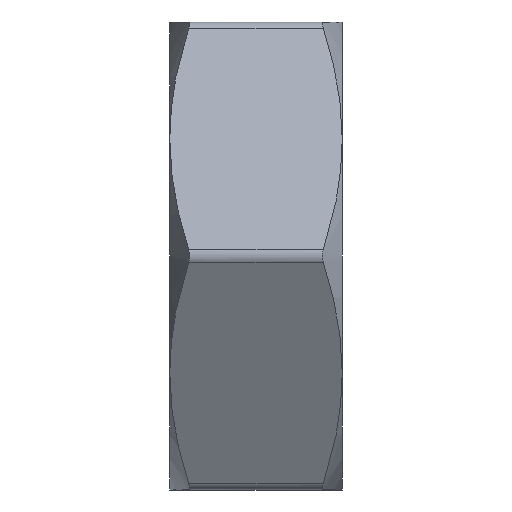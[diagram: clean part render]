
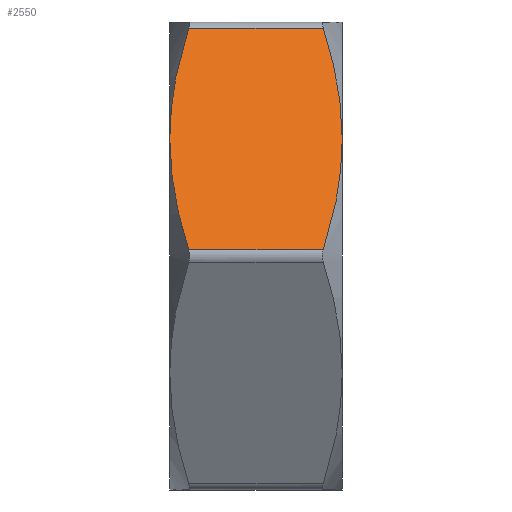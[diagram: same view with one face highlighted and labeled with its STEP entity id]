
A CAD part, left-side view. The second image highlights one B-rep face of the part: STEP entity #2550.
In plain terms, the highlighted planar face has unit normal (-0.866, 0, 0.5).
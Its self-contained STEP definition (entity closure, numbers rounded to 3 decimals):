
#121 = CARTESIAN_POINT ( 'NONE',  ( -6.053, -2.968, 8.515 ) ) ;
#381 = ORIENTED_EDGE ( 'NONE', *, *, #6417, .T. ) ;
#920 = EDGE_CURVE ( 'NONE', #14768, #2733, #13131, .T. ) ;
#1021 = CARTESIAN_POINT ( 'NONE',  ( -8.227, 3.5, 4.75 ) ) ;
#1066 = LINE ( 'NONE', #6107, #10946 ) ;
#1213 = CARTESIAN_POINT ( 'NONE',  ( -8.227, -3.5, 4.75 ) ) ;
#1233 = CARTESIAN_POINT ( 'NONE',  ( -10.825, 2.733, 0.25 ) ) ;
#1422 = CARTESIAN_POINT ( 'NONE',  ( -5.629, 2.733, 9.25 ) ) ;
#1478 = EDGE_CURVE ( 'NONE', #13135, #6395, #8916, .T. ) ;
#1812 = CARTESIAN_POINT ( 'NONE',  ( -9.972, -3.162, 1.728 ) ) ;
#1847 = CARTESIAN_POINT ( 'NONE',  ( -5.629, 2.733, 9.25 ) ) ;
#2550 = ADVANCED_FACE ( 'NONE', ( #8419 ), #16747, .F. ) ;
#2733 = VERTEX_POINT ( 'NONE', #1213 ) ;
#2956 = CARTESIAN_POINT ( 'NONE',  ( -7.348, 3.428, 6.273 ) ) ;
#3088 = CARTESIAN_POINT ( 'NONE',  ( -8.669, -3.5, 3.984 ) ) ;
#3333 = ORIENTED_EDGE ( 'NONE', *, *, #6831, .T. ) ;
#3766 = EDGE_LOOP ( 'NONE', ( #13581, #3333, #4590, #381, #16447, #15528 ) ) ;
#3827 = B_SPLINE_CURVE_WITH_KNOTS ( 'NONE', 3,
 ( #7834, #12950, #11659, #13113, #6541, #15625, #6483, #13055 ),
 .UNSPECIFIED., .F., .F.,
 ( 4, 2, 2, 4 ),
 ( 0.006, 0.007, 0.008, 0.011 ),
 .UNSPECIFIED. ) ;
#4057 = CARTESIAN_POINT ( 'NONE',  ( -5.629, -2.733, 9.25 ) ) ;
#4590 = ORIENTED_EDGE ( 'NONE', *, *, #920, .T. ) ;
#5151 = CARTESIAN_POINT ( 'NONE',  ( -7.348, -3.412, 6.273 ) ) ;
#5256 = CARTESIAN_POINT ( 'NONE',  ( -6.481, -3.161, 7.774 ) ) ;
#6107 = CARTESIAN_POINT ( 'NONE',  ( -10.825, 3.5, 0.25 ) ) ;
#6315 = B_SPLINE_CURVE_WITH_KNOTS ( 'NONE', 3,
 ( #15235, #10209, #11503, #5151, #14156, #5256, #121, #4057 ),
 .UNSPECIFIED., .F., .F.,
 ( 4, 2, 2, 4 ),
 ( 0.006, 0.007, 0.008, 0.011 ),
 .UNSPECIFIED. ) ;
#6395 = VERTEX_POINT ( 'NONE', #1021 ) ;
#6417 = EDGE_CURVE ( 'NONE', #2733, #6608, #6315, .T. ) ;
#6483 = CARTESIAN_POINT ( 'NONE',  ( -10.401, 2.968, 0.985 ) ) ;
#6541 = CARTESIAN_POINT ( 'NONE',  ( -9.324, 3.361, 2.85 ) ) ;
#6608 = VERTEX_POINT ( 'NONE', #16556 ) ;
#6768 = CARTESIAN_POINT ( 'NONE',  ( -5.629, 3.5, 9.25 ) ) ;
#6831 = EDGE_CURVE ( 'NONE', #11165, #14768, #1066, .T. ) ;
#7834 = CARTESIAN_POINT ( 'NONE',  ( -8.227, 3.5, 4.75 ) ) ;
#8026 = EDGE_CURVE ( 'NONE', #6395, #11165, #3827, .T. ) ;
#8102 = CARTESIAN_POINT ( 'NONE',  ( -6.483, 3.162, 7.772 ) ) ;
#8237 = CARTESIAN_POINT ( 'NONE',  ( -10.4, -2.969, 0.987 ) ) ;
#8419 = FACE_OUTER_BOUND ( 'NONE', #3766, .T. ) ;
#8916 = B_SPLINE_CURVE_WITH_KNOTS ( 'NONE', 3,
 ( #1847, #13437, #8102, #2956, #12197, #14816 ),
 .UNSPECIFIED., .F., .F.,
 ( 4, 2, 4 ),
 ( 0., 0.003, 0.006 ),
 .UNSPECIFIED. ) ;
#9133 = CARTESIAN_POINT ( 'NONE',  ( -10.825, -2.733, 0.25 ) ) ;
#9374 = DIRECTION ( 'NONE',  ( 0., 1., 0. ) ) ;
#9891 = DIRECTION ( 'NONE',  ( 0., -1., 0. ) ) ;
#10161 = LINE ( 'NONE', #6768, #13572 ) ;
#10209 = CARTESIAN_POINT ( 'NONE',  ( -8.007, -3.5, 5.131 ) ) ;
#10317 = CARTESIAN_POINT ( 'NONE',  ( -10.97, 3.5, 0. ) ) ;
#10831 = CARTESIAN_POINT ( 'NONE',  ( -9.106, -3.428, 3.227 ) ) ;
#10946 = VECTOR ( 'NONE', #9891, 1000. ) ;
#11165 = VERTEX_POINT ( 'NONE', #1233 ) ;
#11503 = CARTESIAN_POINT ( 'NONE',  ( -7.786, -3.482, 5.515 ) ) ;
#11594 = EDGE_CURVE ( 'NONE', #6608, #13135, #10161, .T. ) ;
#11659 = CARTESIAN_POINT ( 'NONE',  ( -8.669, 3.482, 3.985 ) ) ;
#12197 = CARTESIAN_POINT ( 'NONE',  ( -7.785, 3.5, 5.516 ) ) ;
#12950 = CARTESIAN_POINT ( 'NONE',  ( -8.447, 3.5, 4.369 ) ) ;
#13055 = CARTESIAN_POINT ( 'NONE',  ( -10.825, 2.733, 0.25 ) ) ;
#13113 = CARTESIAN_POINT ( 'NONE',  ( -9.107, 3.412, 3.227 ) ) ;
#13131 = B_SPLINE_CURVE_WITH_KNOTS ( 'NONE', 3,
 ( #13288, #8237, #1812, #10831, #3088, #14443 ),
 .UNSPECIFIED., .F., .F.,
 ( 4, 2, 4 ),
 ( 0., 0.003, 0.006 ),
 .UNSPECIFIED. ) ;
#13135 = VERTEX_POINT ( 'NONE', #1422 ) ;
#13288 = CARTESIAN_POINT ( 'NONE',  ( -10.825, -2.733, 0.25 ) ) ;
#13379 = AXIS2_PLACEMENT_3D ( 'NONE', #10317, #14082, #14027 ) ;
#13437 = CARTESIAN_POINT ( 'NONE',  ( -6.054, 2.969, 8.513 ) ) ;
#13572 = VECTOR ( 'NONE', #9374, 1000. ) ;
#13581 = ORIENTED_EDGE ( 'NONE', *, *, #8026, .T. ) ;
#14027 = DIRECTION ( 'NONE',  ( -0.5, 0., -0.866 ) ) ;
#14082 = DIRECTION ( 'NONE',  ( 0.866, 0., -0.5 ) ) ;
#14156 = CARTESIAN_POINT ( 'NONE',  ( -7.13, -3.361, 6.65 ) ) ;
#14443 = CARTESIAN_POINT ( 'NONE',  ( -8.227, -3.5, 4.75 ) ) ;
#14768 = VERTEX_POINT ( 'NONE', #9133 ) ;
#14816 = CARTESIAN_POINT ( 'NONE',  ( -8.227, 3.5, 4.75 ) ) ;
#15235 = CARTESIAN_POINT ( 'NONE',  ( -8.227, -3.5, 4.75 ) ) ;
#15528 = ORIENTED_EDGE ( 'NONE', *, *, #1478, .T. ) ;
#15625 = CARTESIAN_POINT ( 'NONE',  ( -9.973, 3.161, 1.726 ) ) ;
#16447 = ORIENTED_EDGE ( 'NONE', *, *, #11594, .T. ) ;
#16556 = CARTESIAN_POINT ( 'NONE',  ( -5.629, -2.733, 9.25 ) ) ;
#16747 = PLANE ( 'NONE',  #13379 ) ;
